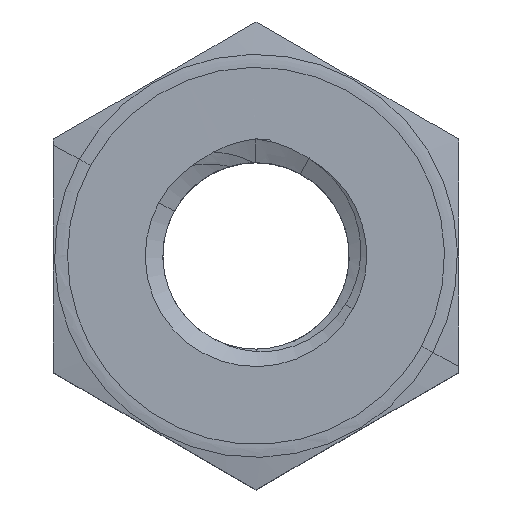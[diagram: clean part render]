
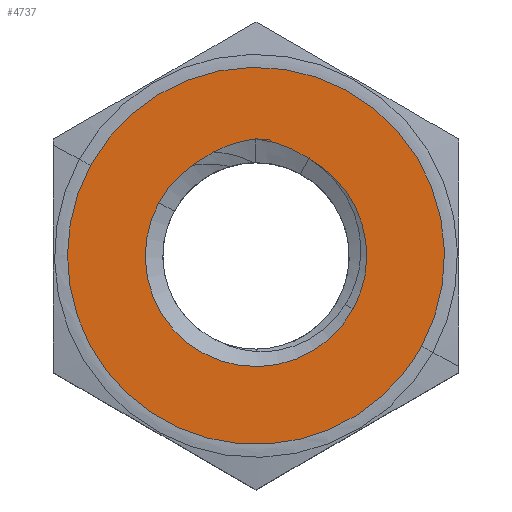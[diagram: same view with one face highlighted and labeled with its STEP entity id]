
A CAD part, top view. The second image highlights one B-rep face of the part: STEP entity #4737.
In plain terms, the highlighted planar face has unit normal (0, 0, 1).
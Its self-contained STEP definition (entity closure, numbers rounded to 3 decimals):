
#1866=CARTESIAN_POINT('Vertex',(0.,1.568,-1.5)) ;
#1870=CARTESIAN_POINT('Control Point',(0.,1.568,-1.5)) ;
#1871=CARTESIAN_POINT('Control Point',(-0.001,1.568,-1.5)) ;
#1872=CARTESIAN_POINT('Control Point',(-0.002,1.568,-1.5)) ;
#1873=CARTESIAN_POINT('Vertex',(-0.002,1.568,-1.5)) ;
#3810=CARTESIAN_POINT('Control Point',(0.,1.568,-1.5)) ;
#3811=CARTESIAN_POINT('Control Point',(0.15,1.552,-1.5)) ;
#3812=CARTESIAN_POINT('Control Point',(0.304,1.516,-1.5)) ;
#3813=CARTESIAN_POINT('Control Point',(0.439,1.465,-1.5)) ;
#3814=CARTESIAN_POINT('Control Point',(0.575,1.395,-1.5)) ;
#3815=CARTESIAN_POINT('Control Point',(0.697,1.311,-1.5)) ;
#3816=CARTESIAN_POINT('Vertex',(0.697,1.311,-1.5)) ;
#4041=CARTESIAN_POINT('Vertex',(-1.303,0.712,-1.5)) ;
#4044=CARTESIAN_POINT('Axis2P3D Location',(0.,0.,-1.5)) ;
#4048=CARTESIAN_POINT('Vertex',(1.303,-0.712,-1.5)) ;
#4066=CARTESIAN_POINT('Axis2P3D Location',(0.,0.,-1.5)) ;
#4390=CARTESIAN_POINT('Vertex',(-0.855,1.214,-1.5)) ;
#4393=CARTESIAN_POINT('Axis2P3D Location',(0.,0.,-1.5)) ;
#4447=CARTESIAN_POINT('Vertex',(-0.566,1.393,-1.5)) ;
#4451=CARTESIAN_POINT('Control Point',(-0.566,1.393,-1.5)) ;
#4452=CARTESIAN_POINT('Control Point',(-0.394,1.486,-1.5)) ;
#4453=CARTESIAN_POINT('Control Point',(-0.201,1.546,-1.5)) ;
#4454=CARTESIAN_POINT('Control Point',(-0.002,1.568,-1.5)) ;
#4501=CARTESIAN_POINT('Control Point',(-0.616,1.364,-1.5)) ;
#4502=CARTESIAN_POINT('Control Point',(-0.599,1.374,-1.5)) ;
#4503=CARTESIAN_POINT('Control Point',(-0.583,1.383,-1.5)) ;
#4504=CARTESIAN_POINT('Control Point',(-0.566,1.393,-1.5)) ;
#4505=CARTESIAN_POINT('Vertex',(-0.616,1.364,-1.5)) ;
#4509=CARTESIAN_POINT('Control Point',(-0.855,1.214,-1.5)) ;
#4510=CARTESIAN_POINT('Control Point',(-0.774,1.271,-1.5)) ;
#4511=CARTESIAN_POINT('Control Point',(-0.694,1.32,-1.5)) ;
#4512=CARTESIAN_POINT('Control Point',(-0.616,1.364,-1.5)) ;
#4689=CARTESIAN_POINT('Axis2P3D Location',(0.,0.,-1.5)) ;
#4694=CARTESIAN_POINT('Axis2P3D Location',(0.,0.,-1.5)) ;
#4698=CARTESIAN_POINT('Vertex',(-2.218,1.212,-1.5)) ;
#4700=CARTESIAN_POINT('Vertex',(2.218,-1.212,-1.5)) ;
#4704=CARTESIAN_POINT('Control Point',(-2.218,1.212,-1.5)) ;
#4705=CARTESIAN_POINT('Control Point',(-2.384,0.909,-1.5)) ;
#4706=CARTESIAN_POINT('Control Point',(-2.497,0.578,-1.5)) ;
#4707=CARTESIAN_POINT('Control Point',(-2.553,0.23,-1.5)) ;
#4708=CARTESIAN_POINT('Control Point',(-2.544,-0.434,-1.5)) ;
#4709=CARTESIAN_POINT('Control Point',(-2.326,-1.06,-1.5)) ;
#4710=CARTESIAN_POINT('Control Point',(-2.179,-1.337,-1.5)) ;
#4711=CARTESIAN_POINT('Control Point',(-1.8,-1.843,-1.5)) ;
#4712=CARTESIAN_POINT('Control Point',(-1.286,-2.211,-1.5)) ;
#4713=CARTESIAN_POINT('Control Point',(-0.999,-2.354,-1.5)) ;
#4714=CARTESIAN_POINT('Control Point',(-0.39,-2.547,-1.5)) ;
#4715=CARTESIAN_POINT('Control Point',(0.25,-2.545,-1.5)) ;
#4716=CARTESIAN_POINT('Control Point',(0.568,-2.494,-1.5)) ;
#4717=CARTESIAN_POINT('Control Point',(1.163,-2.297,-1.5)) ;
#4718=CARTESIAN_POINT('Control Point',(1.671,-1.933,-1.5)) ;
#4719=CARTESIAN_POINT('Control Point',(1.89,-1.719,-1.5)) ;
#4720=CARTESIAN_POINT('Control Point',(2.074,-1.476,-1.5)) ;
#4721=CARTESIAN_POINT('Control Point',(2.218,-1.212,-1.5)) ;
#4045=DIRECTION('Axis2P3D Direction',(0.,0.,1.)) ;
#4067=DIRECTION('Axis2P3D Direction',(0.,0.,1.)) ;
#4394=DIRECTION('Axis2P3D Direction',(0.,0.,1.)) ;
#4690=DIRECTION('Axis2P3D Direction',(0.,0.,1.)) ;
#4691=DIRECTION('Axis2P3D XDirection',(1.,0.,0.)) ;
#4695=DIRECTION('Axis2P3D Direction',(0.,0.,1.)) ;
#4046=AXIS2_PLACEMENT_3D('Circle Axis2P3D',#4044,#4045,$) ;
#4068=AXIS2_PLACEMENT_3D('Circle Axis2P3D',#4066,#4067,$) ;
#4395=AXIS2_PLACEMENT_3D('Circle Axis2P3D',#4393,#4394,$) ;
#4692=AXIS2_PLACEMENT_3D('Plane Axis2P3D',#4689,#4690,#4691) ;
#4696=AXIS2_PLACEMENT_3D('Circle Axis2P3D',#4694,#4695,$) ;
#4724=ORIENTED_EDGE('',*,*,#4702,.F.) ;
#4725=ORIENTED_EDGE('',*,*,#4722,.F.) ;
#4728=ORIENTED_EDGE('',*,*,#4507,.F.) ;
#4729=ORIENTED_EDGE('',*,*,#4455,.T.) ;
#4730=ORIENTED_EDGE('',*,*,#1875,.F.) ;
#4731=ORIENTED_EDGE('',*,*,#3818,.T.) ;
#4732=ORIENTED_EDGE('',*,*,#4070,.T.) ;
#4733=ORIENTED_EDGE('',*,*,#4050,.T.) ;
#4734=ORIENTED_EDGE('',*,*,#4397,.T.) ;
#4735=ORIENTED_EDGE('',*,*,#4513,.F.) ;
#4736=FACE_BOUND('',#4727,.T.) ;
#4737=ADVANCED_FACE('PartBody',(#4726,#4736),#4693,.T.) ;
#1869=B_SPLINE_CURVE_WITH_KNOTS('',2,(#1870,#1871,#1872),.UNSPECIFIED.,.F.,.U.,(3,3),(0.,0.003),.UNSPECIFIED.) ;
#3809=B_SPLINE_CURVE_WITH_KNOTS('',5,(#3810,#3811,#3812,#3813,#3814,#3815),.UNSPECIFIED.,.F.,.U.,(6,6),(0.,0.938),.UNSPECIFIED.) ;
#4450=B_SPLINE_CURVE_WITH_KNOTS('',3,(#4451,#4452,#4453,#4454),.UNSPECIFIED.,.F.,.U.,(4,4),(2.694,3.439),.UNSPECIFIED.) ;
#4500=B_SPLINE_CURVE_WITH_KNOTS('',3,(#4501,#4502,#4503,#4504),.UNSPECIFIED.,.F.,.U.,(4,4),(1.688,2.05),.UNSPECIFIED.) ;
#4508=B_SPLINE_CURVE_WITH_KNOTS('',3,(#4509,#4510,#4511,#4512),.UNSPECIFIED.,.F.,.U.,(4,4),(0.,1.688),.UNSPECIFIED.) ;
#4703=B_SPLINE_CURVE_WITH_KNOTS('',5,(#4704,#4705,#4706,#4707,#4708,#4709,#4710,#4711,#4712,#4713,#4714,#4715,#4716,#4717,#4718,#4719,#4720,#4721),.UNSPECIFIED.,.F.,.U.,(6,3,3,3,3,6),(0.,2.871,5.445,8.066,10.703,13.21),.UNSPECIFIED.) ;
#4047=CIRCLE('generated circle',#4046,1.485) ;
#4069=CIRCLE('generated circle',#4068,1.485) ;
#4396=CIRCLE('generated circle',#4395,1.485) ;
#4697=CIRCLE('generated circle',#4696,2.528) ;
#1875=EDGE_CURVE('',#1867,#1874,#1869,.T.) ;
#3818=EDGE_CURVE('',#1867,#3817,#3809,.T.) ;
#4050=EDGE_CURVE('',#4049,#4042,#4047,.F.) ;
#4070=EDGE_CURVE('',#3817,#4049,#4069,.F.) ;
#4397=EDGE_CURVE('',#4042,#4391,#4396,.F.) ;
#4455=EDGE_CURVE('',#4448,#1874,#4450,.T.) ;
#4507=EDGE_CURVE('',#4448,#4506,#4500,.F.) ;
#4513=EDGE_CURVE('',#4506,#4391,#4508,.F.) ;
#4702=EDGE_CURVE('',#4699,#4701,#4697,.F.) ;
#4722=EDGE_CURVE('',#4701,#4699,#4703,.F.) ;
#4723=EDGE_LOOP('',(#4724,#4725)) ;
#4727=EDGE_LOOP('',(#4728,#4729,#4730,#4731,#4732,#4733,#4734,#4735)) ;
#4726=FACE_OUTER_BOUND('',#4723,.T.) ;
#4693=PLANE('',#4692) ;
#1867=VERTEX_POINT('',#1866) ;
#1874=VERTEX_POINT('',#1873) ;
#3817=VERTEX_POINT('',#3816) ;
#4042=VERTEX_POINT('',#4041) ;
#4049=VERTEX_POINT('',#4048) ;
#4391=VERTEX_POINT('',#4390) ;
#4448=VERTEX_POINT('',#4447) ;
#4506=VERTEX_POINT('',#4505) ;
#4699=VERTEX_POINT('',#4698) ;
#4701=VERTEX_POINT('',#4700) ;
